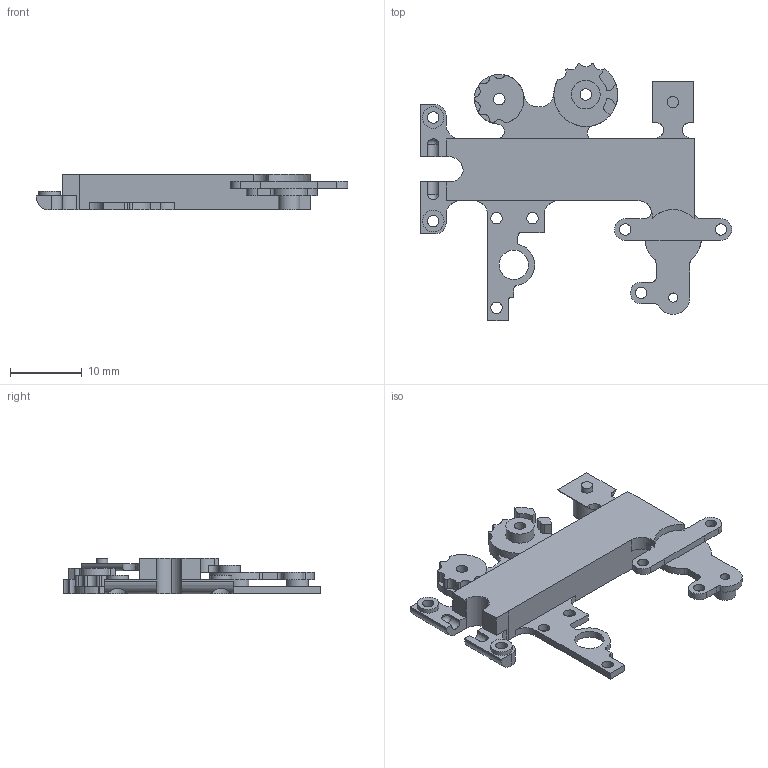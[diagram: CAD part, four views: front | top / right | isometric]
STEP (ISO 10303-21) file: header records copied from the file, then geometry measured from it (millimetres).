
FILE_DESCRIPTION(/* description */ (''),/* implementation_level */ '2;1');
FILE_NAME(/* name */ 'Miscellaneous.step',/* time_stamp */ '2025-06-29T12:07:51+03:00',/* author */ (''),/* organization */ (''),/* preprocessor_version */ 'ST-DEVELOPER v20.1',/* originating_system */ 'Autodesk Translation Framework v14.4.0.0',/* authorisation */ '');
FILE_SCHEMA (('AUTOMOTIVE_DESIGN { 1 0 10303 214 3 1 1 }'));
Length unit declared in the file: millimetre
Products named in the file (1): Miscellaneous
Bounding box: 43.4 x 35.88 x 5 mm (x, y, z)
Volume: 2111 mm3; surface area: 2387.2 mm2
Topology: 1 solids, 1 shells, 213 faces, 639 edges, 415 vertices
Faces by surface type: cylinder 129, plane 81, sphere 2, cone 1
Full cylindrical faces by diameter (mm): 1.3 x1, 1.6 x11, 3 x6, 3.8 x1, 4 x1, 4.1 x1
Entity records: 7514 total; most frequent: CARTESIAN_POINT 1384, DIRECTION 1342, ORIENTED_EDGE 1270, EDGE_CURVE 635, AXIS2_PLACEMENT_3D 504, VERTEX_POINT 415, LINE 334, VECTOR 334
